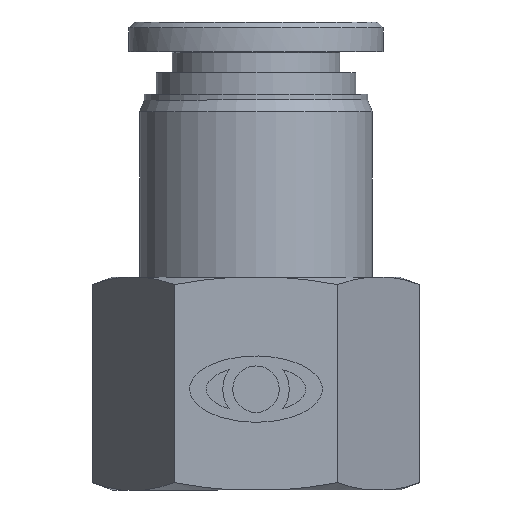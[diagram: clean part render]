
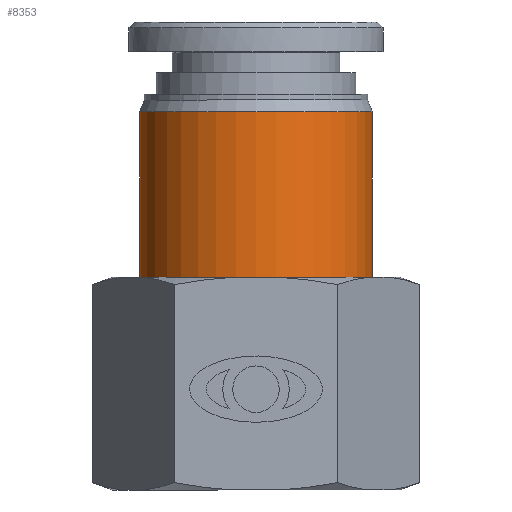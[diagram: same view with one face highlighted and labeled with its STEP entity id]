
A CAD part, front view. The second image highlights one B-rep face of the part: STEP entity #8353.
In plain terms, the highlighted cylindrical face has radius 9.85 mm (diameter 19.7 mm), a full revolution.
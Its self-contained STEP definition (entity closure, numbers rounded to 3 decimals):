
#8175=CARTESIAN_POINT('',(-9.85,18.0,0.0));
#8176=VERTEX_POINT('',#8175);
#8177=CARTESIAN_POINT('',(0.,18.0,0.0));
#8178=DIRECTION('',(0.0,1.0,0.0));
#8179=DIRECTION('',(-1.0,0.0,0.0));
#8180=AXIS2_PLACEMENT_3D('',#8177,#8178,#8179);
#8181=CIRCLE('',#8180,9.85);
#8182=EDGE_CURVE('',#8176,#8176,#8181,.T.);
#8334=CARTESIAN_POINT('',(0.,31.,0.0));
#8335=DIRECTION('',(0.,1.0,0.0));
#8336=DIRECTION('',(-1.0,0.0,0.0));
#8337=AXIS2_PLACEMENT_3D('',#8334,#8335,#8336);
#8338=CYLINDRICAL_SURFACE('',#8337,9.85);
#8339=ORIENTED_EDGE('',*,*,#8182,.T.);
#8340=EDGE_LOOP('',(#8339));
#8341=FACE_OUTER_BOUND('',#8340,.T.);
#8342=CARTESIAN_POINT('',(-9.85,32.,0.0));
#8343=VERTEX_POINT('',#8342);
#8344=CARTESIAN_POINT('',(0.,32.,0.0));
#8345=DIRECTION('',(0.0,1.0,0.0));
#8346=DIRECTION('',(-1.0,0.0,0.0));
#8347=AXIS2_PLACEMENT_3D('',#8344,#8345,#8346);
#8348=CIRCLE('',#8347,9.85);
#8349=EDGE_CURVE('',#8343,#8343,#8348,.T.);
#8350=ORIENTED_EDGE('',*,*,#8349,.F.);
#8351=EDGE_LOOP('',(#8350));
#8352=FACE_BOUND('',#8351,.T.);
#8353=ADVANCED_FACE('',(#8341,#8352),#8338,.T.);
